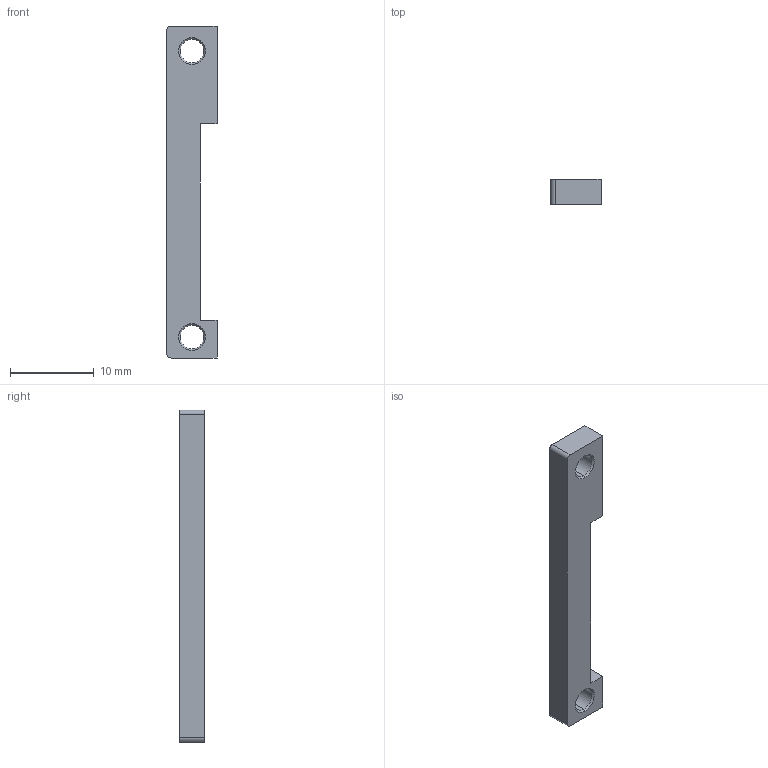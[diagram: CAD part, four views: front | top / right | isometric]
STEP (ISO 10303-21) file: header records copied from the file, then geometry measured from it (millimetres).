
FILE_DESCRIPTION (( 'STEP AP203' ), '1' );
FILE_NAME ('Machine-Housing-1.STEP', '2022-02-05T10:33:39', ( '' ), ( '' ), 'SwSTEP 2.0', 'SolidWorks 2020', '' );
FILE_SCHEMA (( 'CONFIG_CONTROL_DESIGN' ));
Length unit declared in the file: millimetre
Products named in the file (1): Machine-Housing-1
Bounding box: 6 x 3 x 39.7 mm (x, y, z)
Volume: 535.6 mm3; surface area: 691.3 mm2
Topology: 1 solids, 1 shells, 24 faces, 58 edges, 36 vertices
Faces by surface type: plane 10, cone 8, cylinder 6
Entity records: 783 total; most frequent: DIRECTION 128, CARTESIAN_POINT 119, ORIENTED_EDGE 116, EDGE_CURVE 58, AXIS2_PLACEMENT_3D 45, VECTOR 38, LINE 38, VERTEX_POINT 36
